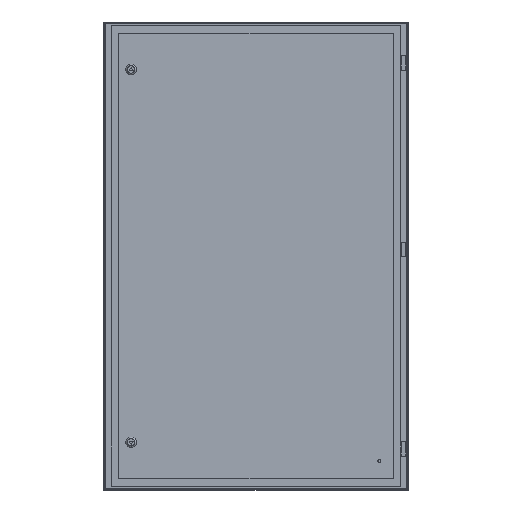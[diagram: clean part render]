
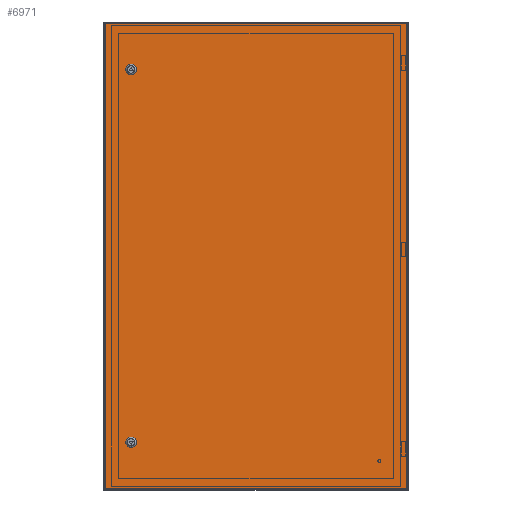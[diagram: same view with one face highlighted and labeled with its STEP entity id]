
A CAD part, top view. The second image highlights one B-rep face of the part: STEP entity #6971.
In plain terms, the highlighted planar face has unit normal (0, 0, 1).
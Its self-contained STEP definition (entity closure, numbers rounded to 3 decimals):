
#190 = CARTESIAN_POINT ( 'NONE',  ( -239.781, 402.008, 827.5 ) ) ;
#319 = CARTESIAN_POINT ( 'NONE',  ( -296.281, -494.992, 827.5 ) ) ;
#360 = DIRECTION ( 'NONE',  ( 0., 1., 0. ) ) ;
#477 = CIRCLE ( 'NONE', #558, 11.25 ) ;
#558 = AXIS2_PLACEMENT_3D ( 'NONE', #2241, #2279, #2398 ) ;
#583 = EDGE_LOOP ( 'NONE', ( #2901 ) ) ;
#618 = CARTESIAN_POINT ( 'NONE',  ( 350.719, -494.992, 827.5 ) ) ;
#691 = VERTEX_POINT ( 'NONE', #5270 ) ;
#769 = EDGE_LOOP ( 'NONE', ( #2724, #2484, #6370, #1752 ) ) ;
#821 = DIRECTION ( 'NONE',  ( 1., 0., 0. ) ) ;
#915 = LINE ( 'NONE', #3202, #3381 ) ;
#926 = DIRECTION ( 'NONE',  ( 0., 0., 1. ) ) ;
#1279 = LINE ( 'NONE', #5854, #5195 ) ;
#1445 = EDGE_CURVE ( 'NONE', #2821, #2821, #477, .T. ) ;
#1752 = ORIENTED_EDGE ( 'NONE', *, *, #6380, .T. ) ;
#1975 = FACE_OUTER_BOUND ( 'NONE', #769, .T. ) ;
#2009 = CARTESIAN_POINT ( 'NONE',  ( 27.219, 3.508, 827.5 ) ) ;
#2011 = VERTEX_POINT ( 'NONE', #3649 ) ;
#2241 = CARTESIAN_POINT ( 'NONE',  ( -239.781, -394.992, 827.5 ) ) ;
#2279 = DIRECTION ( 'NONE',  ( 0., 0., 1. ) ) ;
#2316 = VERTEX_POINT ( 'NONE', #3181 ) ;
#2398 = DIRECTION ( 'NONE',  ( 1., 0., 0. ) ) ;
#2484 = ORIENTED_EDGE ( 'NONE', *, *, #3718, .T. ) ;
#2501 = ORIENTED_EDGE ( 'NONE', *, *, #6894, .T. ) ;
#2724 = ORIENTED_EDGE ( 'NONE', *, *, #6388, .T. ) ;
#2821 = VERTEX_POINT ( 'NONE', #5223 ) ;
#2901 = ORIENTED_EDGE ( 'NONE', *, *, #1445, .F. ) ;
#2990 = EDGE_LOOP ( 'NONE', ( #2501 ) ) ;
#3021 = DIRECTION ( 'NONE',  ( 1., 0., 0. ) ) ;
#3080 = DIRECTION ( 'NONE',  ( -1., 0., 0. ) ) ;
#3181 = CARTESIAN_POINT ( 'NONE',  ( -296.281, 502.008, 827.5 ) ) ;
#3202 = CARTESIAN_POINT ( 'NONE',  ( 350.719, -494.992, 827.5 ) ) ;
#3351 = VECTOR ( 'NONE', #3021, 1000. ) ;
#3381 = VECTOR ( 'NONE', #360, 1000. ) ;
#3649 = CARTESIAN_POINT ( 'NONE',  ( 350.719, 502.008, 827.5 ) ) ;
#3718 = EDGE_CURVE ( 'NONE', #4813, #691, #6390, .T. ) ;
#3763 = AXIS2_PLACEMENT_3D ( 'NONE', #190, #6584, #821 ) ;
#4165 = DIRECTION ( 'NONE',  ( 0., -1., 0. ) ) ;
#4265 = DIRECTION ( 'NONE',  ( 1., 0., 0. ) ) ;
#4411 = FACE_BOUND ( 'NONE', #2990, .T. ) ;
#4563 = VERTEX_POINT ( 'NONE', #6841 ) ;
#4813 = VERTEX_POINT ( 'NONE', #319 ) ;
#4849 = AXIS2_PLACEMENT_3D ( 'NONE', #2009, #926, #4265 ) ;
#5195 = VECTOR ( 'NONE', #3080, 1000. ) ;
#5223 = CARTESIAN_POINT ( 'NONE',  ( -228.531, -394.992, 827.5 ) ) ;
#5270 = CARTESIAN_POINT ( 'NONE',  ( 350.719, -494.992, 827.5 ) ) ;
#5820 = EDGE_CURVE ( 'NONE', #691, #2011, #915, .T. ) ;
#5854 = CARTESIAN_POINT ( 'NONE',  ( 350.719, 502.008, 827.5 ) ) ;
#5928 = CARTESIAN_POINT ( 'NONE',  ( -296.281, -494.992, 827.5 ) ) ;
#6042 = CIRCLE ( 'NONE', #3763, 11.25 ) ;
#6148 = VECTOR ( 'NONE', #4165, 1000. ) ;
#6370 = ORIENTED_EDGE ( 'NONE', *, *, #5820, .T. ) ;
#6380 = EDGE_CURVE ( 'NONE', #2011, #2316, #1279, .T. ) ;
#6388 = EDGE_CURVE ( 'NONE', #2316, #4813, #6520, .T. ) ;
#6390 = LINE ( 'NONE', #618, #3351 ) ;
#6520 = LINE ( 'NONE', #5928, #6148 ) ;
#6584 = DIRECTION ( 'NONE',  ( 0., 0., -1. ) ) ;
#6691 = PLANE ( 'NONE',  #4849 ) ;
#6841 = CARTESIAN_POINT ( 'NONE',  ( -228.531, 402.008, 827.5 ) ) ;
#6894 = EDGE_CURVE ( 'NONE', #4563, #4563, #6042, .T. ) ;
#6971 = ADVANCED_FACE ( 'NONE', ( #7107, #4411, #1975 ), #6691, .T. ) ;
#7107 = FACE_BOUND ( 'NONE', #583, .T. ) ;
